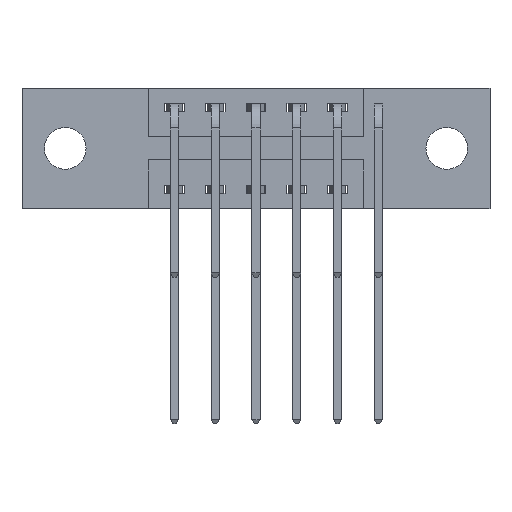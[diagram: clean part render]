
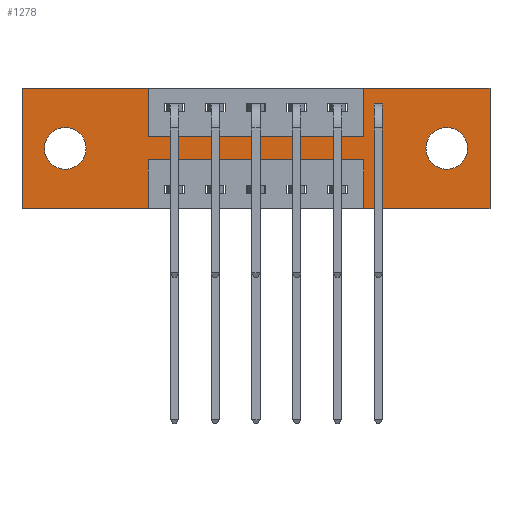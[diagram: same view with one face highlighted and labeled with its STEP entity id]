
A CAD part, front view. The second image highlights one B-rep face of the part: STEP entity #1278.
In plain terms, the highlighted planar face has unit normal (0, -1, 0).
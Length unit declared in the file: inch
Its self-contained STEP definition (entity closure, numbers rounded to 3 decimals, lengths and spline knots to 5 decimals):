
#216 = CARTESIAN_POINT ( 'NONE',  ( 1.3025, 0., -0.185 ) ) ;
#239 = VERTEX_POINT ( 'NONE', #9989 ) ;
#263 = ORIENTED_EDGE ( 'NONE', *, *, #7948, .F. ) ;
#278 = EDGE_LOOP ( 'NONE', ( #1201, #3236, #4430, #263, #7361, #1307, #4516, #9174, #5492, #8374, #5238, #1209 ) ) ;
#366 = VERTEX_POINT ( 'NONE', #1898 ) ;
#392 = AXIS2_PLACEMENT_3D ( 'NONE', #216, #2351, #4909 ) ;
#416 = DIRECTION ( 'NONE',  ( 0., 1., 0. ) ) ;
#463 = CARTESIAN_POINT ( 'NONE',  ( 0.3875, 0., -0.22 ) ) ;
#632 = EDGE_CURVE ( 'NONE', #725, #3872, #4997, .T. ) ;
#708 = VERTEX_POINT ( 'NONE', #1171 ) ;
#725 = VERTEX_POINT ( 'NONE', #4319 ) ;
#738 = CARTESIAN_POINT ( 'NONE',  ( 1.0475, 0., -0.37 ) ) ;
#831 = CARTESIAN_POINT ( 'NONE',  ( 0., 0., -0.37 ) ) ;
#907 = CARTESIAN_POINT ( 'NONE',  ( 0.3875, 0., 0. ) ) ;
#1066 = DIRECTION ( 'NONE',  ( 0., 0., 1. ) ) ;
#1171 = CARTESIAN_POINT ( 'NONE',  ( 1.435, 0., -0.37 ) ) ;
#1197 = DIRECTION ( 'NONE',  ( 1., 0., 0. ) ) ;
#1201 = ORIENTED_EDGE ( 'NONE', *, *, #3804, .F. ) ;
#1209 = ORIENTED_EDGE ( 'NONE', *, *, #5418, .F. ) ;
#1234 = EDGE_LOOP ( 'NONE', ( #3768, #4792 ) ) ;
#1278 = ADVANCED_FACE ( 'NONE', ( #3041, #4959, #6383 ), #8060, .T. ) ;
#1307 = ORIENTED_EDGE ( 'NONE', *, *, #9152, .F. ) ;
#1327 = CARTESIAN_POINT ( 'NONE',  ( 1.0475, 0., 0. ) ) ;
#1340 = DIRECTION ( 'NONE',  ( 0., 0., 1. ) ) ;
#1364 = DIRECTION ( 'NONE',  ( 0., 0., -1. ) ) ;
#1543 = VERTEX_POINT ( 'NONE', #9190 ) ;
#1706 = VERTEX_POINT ( 'NONE', #7797 ) ;
#1711 = DIRECTION ( 'NONE',  ( 0., 0., -1. ) ) ;
#1742 = LINE ( 'NONE', #9539, #3777 ) ;
#1793 = DIRECTION ( 'NONE',  ( 1., 0., 0. ) ) ;
#1898 = CARTESIAN_POINT ( 'NONE',  ( 0.3875, 0., -0.22 ) ) ;
#2012 = LINE ( 'NONE', #3643, #2214 ) ;
#2099 = EDGE_CURVE ( 'NONE', #9957, #239, #3706, .T. ) ;
#2161 = VERTEX_POINT ( 'NONE', #3914 ) ;
#2187 = EDGE_LOOP ( 'NONE', ( #8377, #7643 ) ) ;
#2214 = VECTOR ( 'NONE', #10078, 39.37008 ) ;
#2315 = CARTESIAN_POINT ( 'NONE',  ( 0., 0., 0. ) ) ;
#2351 = DIRECTION ( 'NONE',  ( 0., 1., 0. ) ) ;
#2535 = CARTESIAN_POINT ( 'NONE',  ( 0.1325, 0., -0.185 ) ) ;
#2789 = AXIS2_PLACEMENT_3D ( 'NONE', #4590, #3023, #1340 ) ;
#2882 = EDGE_CURVE ( 'NONE', #5747, #9957, #5733, .T. ) ;
#2949 = LINE ( 'NONE', #3748, #4013 ) ;
#3023 = DIRECTION ( 'NONE',  ( 0., 1., 0. ) ) ;
#3041 = FACE_BOUND ( 'NONE', #1234, .T. ) ;
#3127 = EDGE_CURVE ( 'NONE', #1543, #2161, #6181, .T. ) ;
#3170 = AXIS2_PLACEMENT_3D ( 'NONE', #2535, #4151, #1066 ) ;
#3236 = ORIENTED_EDGE ( 'NONE', *, *, #5770, .F. ) ;
#3256 = DIRECTION ( 'NONE',  ( -1., 0., 0. ) ) ;
#3308 = CARTESIAN_POINT ( 'NONE',  ( 0.1325, 0., -0.121 ) ) ;
#3473 = CARTESIAN_POINT ( 'NONE',  ( 0.3875, 0., -0.37 ) ) ;
#3643 = CARTESIAN_POINT ( 'NONE',  ( 0.3875, 0., -0.37 ) ) ;
#3673 = VECTOR ( 'NONE', #7685, 39.37008 ) ;
#3706 = LINE ( 'NONE', #1327, #8936 ) ;
#3748 = CARTESIAN_POINT ( 'NONE',  ( 1.435, 0., 0. ) ) ;
#3768 = ORIENTED_EDGE ( 'NONE', *, *, #632, .T. ) ;
#3777 = VECTOR ( 'NONE', #6341, 39.37008 ) ;
#3789 = DIRECTION ( 'NONE',  ( 0., 0., -1. ) ) ;
#3804 = EDGE_CURVE ( 'NONE', #366, #5341, #2012, .T. ) ;
#3872 = VERTEX_POINT ( 'NONE', #9930 ) ;
#3914 = CARTESIAN_POINT ( 'NONE',  ( 1.0475, 0., -0.22 ) ) ;
#3963 = EDGE_CURVE ( 'NONE', #5380, #1706, #5542, .T. ) ;
#4013 = VECTOR ( 'NONE', #1364, 39.37008 ) ;
#4151 = DIRECTION ( 'NONE',  ( 0., 1., 0. ) ) ;
#4192 = LINE ( 'NONE', #5627, #7422 ) ;
#4222 = VECTOR ( 'NONE', #8556, 39.37008 ) ;
#4319 = CARTESIAN_POINT ( 'NONE',  ( 1.3025, 0., -0.121 ) ) ;
#4380 = VECTOR ( 'NONE', #5528, 39.37008 ) ;
#4423 = LINE ( 'NONE', #7539, #3673 ) ;
#4430 = ORIENTED_EDGE ( 'NONE', *, *, #3127, .F. ) ;
#4479 = DIRECTION ( 'NONE',  ( 0., 0., 1. ) ) ;
#4516 = ORIENTED_EDGE ( 'NONE', *, *, #2099, .F. ) ;
#4590 = CARTESIAN_POINT ( 'NONE',  ( 0.1325, 0., -0.185 ) ) ;
#4792 = ORIENTED_EDGE ( 'NONE', *, *, #8353, .T. ) ;
#4820 = CARTESIAN_POINT ( 'NONE',  ( 1.435, 0., 0. ) ) ;
#4909 = DIRECTION ( 'NONE',  ( 0., 0., -1. ) ) ;
#4959 = FACE_BOUND ( 'NONE', #2187, .T. ) ;
#4997 = CIRCLE ( 'NONE', #5958, 0.064 ) ;
#5213 = CARTESIAN_POINT ( 'NONE',  ( 0., 0., 0. ) ) ;
#5238 = ORIENTED_EDGE ( 'NONE', *, *, #3963, .F. ) ;
#5261 = VERTEX_POINT ( 'NONE', #7235 ) ;
#5306 = VERTEX_POINT ( 'NONE', #6565 ) ;
#5341 = VERTEX_POINT ( 'NONE', #3473 ) ;
#5380 = VERTEX_POINT ( 'NONE', #831 ) ;
#5418 = EDGE_CURVE ( 'NONE', #5341, #5380, #1742, .T. ) ;
#5492 = ORIENTED_EDGE ( 'NONE', *, *, #9892, .F. ) ;
#5528 = DIRECTION ( 'NONE',  ( 0., 0., 1. ) ) ;
#5542 = LINE ( 'NONE', #2315, #4222 ) ;
#5604 = CIRCLE ( 'NONE', #2789, 0.064 ) ;
#5627 = CARTESIAN_POINT ( 'NONE',  ( 0., 0., -0.37 ) ) ;
#5652 = AXIS2_PLACEMENT_3D ( 'NONE', #8703, #9257, #3789 ) ;
#5733 = LINE ( 'NONE', #8831, #9575 ) ;
#5747 = VERTEX_POINT ( 'NONE', #6368 ) ;
#5770 = EDGE_CURVE ( 'NONE', #2161, #366, #9932, .T. ) ;
#5958 = AXIS2_PLACEMENT_3D ( 'NONE', #5991, #416, #9111 ) ;
#5991 = CARTESIAN_POINT ( 'NONE',  ( 1.3025, 0., -0.185 ) ) ;
#6181 = LINE ( 'NONE', #738, #4380 ) ;
#6201 = VERTEX_POINT ( 'NONE', #4820 ) ;
#6290 = CIRCLE ( 'NONE', #392, 0.064 ) ;
#6341 = DIRECTION ( 'NONE',  ( -1., 0., 0. ) ) ;
#6363 = LINE ( 'NONE', #907, #9071 ) ;
#6368 = CARTESIAN_POINT ( 'NONE',  ( 0.3875, 0., -0.15 ) ) ;
#6383 = FACE_OUTER_BOUND ( 'NONE', #278, .T. ) ;
#6462 = CIRCLE ( 'NONE', #3170, 0.064 ) ;
#6565 = CARTESIAN_POINT ( 'NONE',  ( 0.1325, 0., -0.249 ) ) ;
#6750 = EDGE_CURVE ( 'NONE', #1706, #5261, #9693, .T. ) ;
#7005 = EDGE_CURVE ( 'NONE', #7824, #5306, #5604, .T. ) ;
#7052 = VECTOR ( 'NONE', #9165, 39.37008 ) ;
#7235 = CARTESIAN_POINT ( 'NONE',  ( 0.3875, 0., 0. ) ) ;
#7361 = ORIENTED_EDGE ( 'NONE', *, *, #9116, .F. ) ;
#7422 = VECTOR ( 'NONE', #3256, 39.37008 ) ;
#7539 = CARTESIAN_POINT ( 'NONE',  ( 0., 0., 0. ) ) ;
#7643 = ORIENTED_EDGE ( 'NONE', *, *, #9300, .T. ) ;
#7685 = DIRECTION ( 'NONE',  ( 1., 0., 0. ) ) ;
#7797 = CARTESIAN_POINT ( 'NONE',  ( 0., 0., 0. ) ) ;
#7824 = VERTEX_POINT ( 'NONE', #3308 ) ;
#7948 = EDGE_CURVE ( 'NONE', #708, #1543, #4192, .T. ) ;
#8060 = PLANE ( 'NONE',  #5652 ) ;
#8173 = CARTESIAN_POINT ( 'NONE',  ( 1.0475, 0., -0.15 ) ) ;
#8346 = VECTOR ( 'NONE', #1197, 39.37008 ) ;
#8353 = EDGE_CURVE ( 'NONE', #3872, #725, #6290, .T. ) ;
#8374 = ORIENTED_EDGE ( 'NONE', *, *, #6750, .F. ) ;
#8377 = ORIENTED_EDGE ( 'NONE', *, *, #7005, .T. ) ;
#8556 = DIRECTION ( 'NONE',  ( 0., 0., 1. ) ) ;
#8703 = CARTESIAN_POINT ( 'NONE',  ( 0., 0., -0.37 ) ) ;
#8831 = CARTESIAN_POINT ( 'NONE',  ( 0.3875, 0., -0.15 ) ) ;
#8936 = VECTOR ( 'NONE', #4479, 39.37008 ) ;
#9071 = VECTOR ( 'NONE', #1711, 39.37008 ) ;
#9111 = DIRECTION ( 'NONE',  ( 0., 0., -1. ) ) ;
#9116 = EDGE_CURVE ( 'NONE', #6201, #708, #2949, .T. ) ;
#9152 = EDGE_CURVE ( 'NONE', #239, #6201, #4423, .T. ) ;
#9165 = DIRECTION ( 'NONE',  ( -1., 0., 0. ) ) ;
#9174 = ORIENTED_EDGE ( 'NONE', *, *, #2882, .F. ) ;
#9190 = CARTESIAN_POINT ( 'NONE',  ( 1.0475, 0., -0.37 ) ) ;
#9257 = DIRECTION ( 'NONE',  ( 0., -1., 0. ) ) ;
#9300 = EDGE_CURVE ( 'NONE', #5306, #7824, #6462, .T. ) ;
#9539 = CARTESIAN_POINT ( 'NONE',  ( 0., 0., -0.37 ) ) ;
#9575 = VECTOR ( 'NONE', #1793, 39.37008 ) ;
#9693 = LINE ( 'NONE', #5213, #8346 ) ;
#9892 = EDGE_CURVE ( 'NONE', #5261, #5747, #6363, .T. ) ;
#9930 = CARTESIAN_POINT ( 'NONE',  ( 1.3025, 0., -0.249 ) ) ;
#9932 = LINE ( 'NONE', #463, #7052 ) ;
#9957 = VERTEX_POINT ( 'NONE', #8173 ) ;
#9989 = CARTESIAN_POINT ( 'NONE',  ( 1.0475, 0., 0. ) ) ;
#10078 = DIRECTION ( 'NONE',  ( 0., 0., -1. ) ) ;
